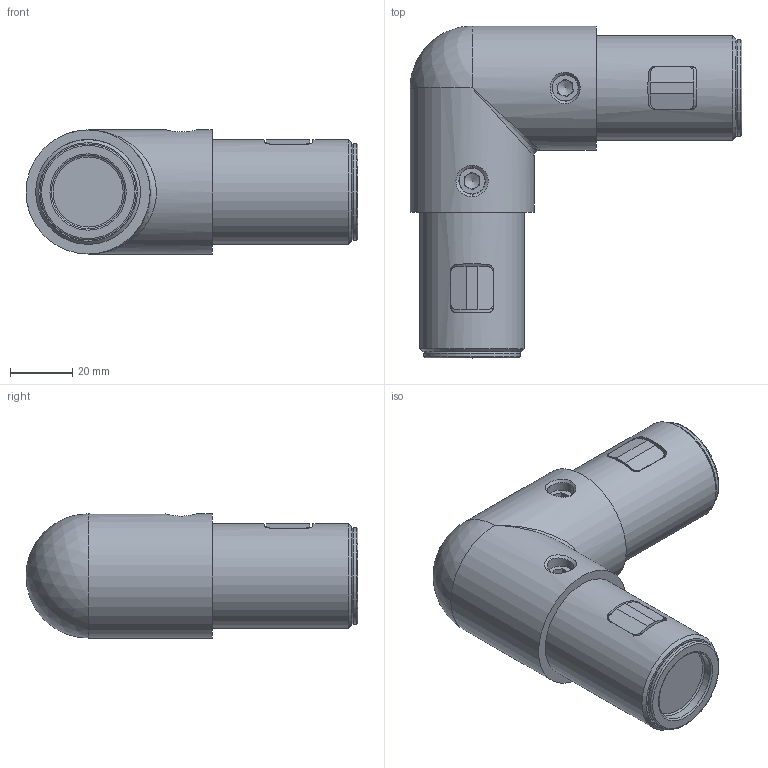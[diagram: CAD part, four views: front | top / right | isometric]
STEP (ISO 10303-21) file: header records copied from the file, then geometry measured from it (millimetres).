
FILE_DESCRIPTION(/* description */ ('STEP AP203'),/* implementation_level */ '2;1');
FILE_NAME(/* name */ 'CSP40-00L.stp',/* time_stamp */ '2022-07-11T15:04:44+02:00',/* author */ ('USER'),/* organization */ ('Microsoft'),/* preprocessor_version */ 'ST-DEVELOPER v18.1',/* originating_system */ 'Autodesk Inventor 2021',/* authorisation */ '');
FILE_SCHEMA (('AUTOMOTIVE_DESIGN { 1 0 10303 214 3 1 1 }'));
Length unit declared in the file: millimetre
Products named in the file (1): CSP40-00L
Bounding box: 107 x 107 x 40 mm (x, y, z)
Volume: 159453 mm3; surface area: 45988.5 mm2
Topology: 11 solids, 11 shells, 202 faces, 493 edges, 315 vertices
Faces by surface type: plane 116, cylinder 44, cone 22, torus 10, bspline 9, sphere 1
Full cylindrical faces by diameter (mm): 8.5 x2, 9.9 x4, 10 x4, 11.9 x2, 12.2 x2, 23.6 x2, 25.8 x2, 31 x2, 33.8 x2, 40 x2
Entity records: 11495 total; most frequent: CARTESIAN_POINT 6725, DIRECTION 980, ORIENTED_EDGE 974, EDGE_CURVE 487, AXIS2_PLACEMENT_3D 356, VERTEX_POINT 315, LINE 268, VECTOR 268
